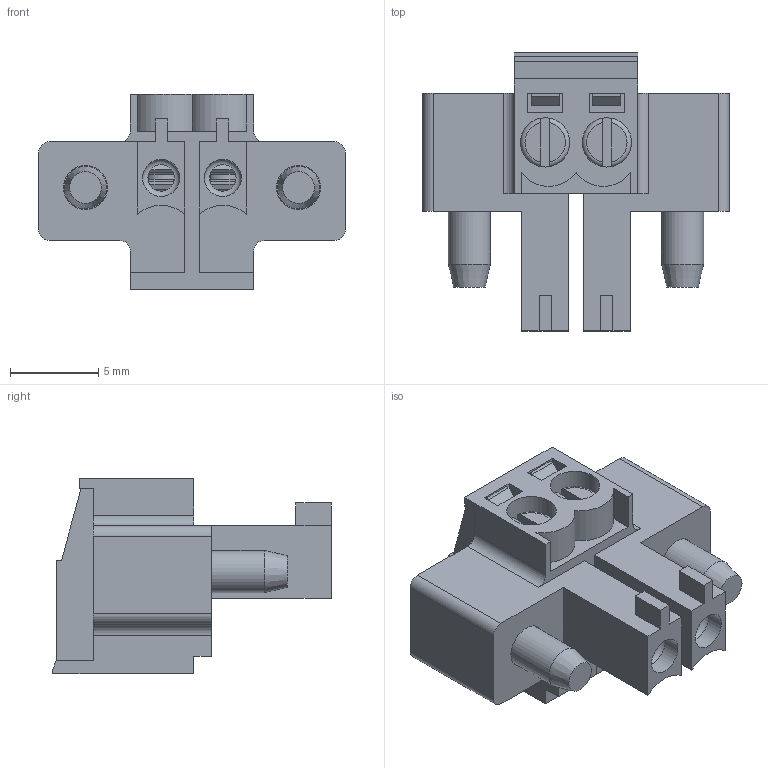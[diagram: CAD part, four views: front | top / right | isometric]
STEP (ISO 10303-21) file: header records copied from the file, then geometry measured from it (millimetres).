
FILE_DESCRIPTION( ( 'Unknown' ), '1' );
FILE_NAME( '691364100002.stp', 'Unknown', ( 'Unknown' ), ( 'Unknown' ), 'PSStep 15.0.49', 'Unknown', ' ' );
FILE_SCHEMA( ( 'AUTOMOTIVE_DESIGN { 1 0 10303 214 1 1 1 1 }' ) );
Length unit declared in the file: millimetre
Products named in the file (7): Assem1; 691364100002_M; 6913641000xx_CAGE; 6913641000xx_VIS; 6913641000xx_PIN; 6913641000xx_VIS Flange; 691364100002
Assembly tree (10 placements, depth 2):
  Assem1
    691364100002_M
    6913641000xx_CAGE  x2
    6913641000xx_VIS  x2
    6913641000xx_PIN  x2
    6913641000xx_VIS Flange  x2
    691364100002
Bounding box: 17.4 x 15.8 x 11.1 mm (x, y, z)
Volume: 846.3 mm3; surface area: 2423.3 mm2
Topology: 10 solids, 10 shells, 388 faces, 1044 edges, 688 vertices
Faces by surface type: plane 300, cylinder 70, torus 14, cone 4
Full cylindrical faces by diameter (mm): 1.5 x2, 1.9 x6, 2.1 x2, 2.4 x2, 2.5 x2, 2.8 x4, 3.75 x2, 4 x2
Entity records: 11120 total; most frequent: CARTESIAN_POINT 1567, ORIENTED_EDGE 1470, DIRECTION 1428, EDGE_CURVE 735, LINE 616, VECTOR 616, VERTEX_POINT 497, AXIS2_PLACEMENT_3D 406
